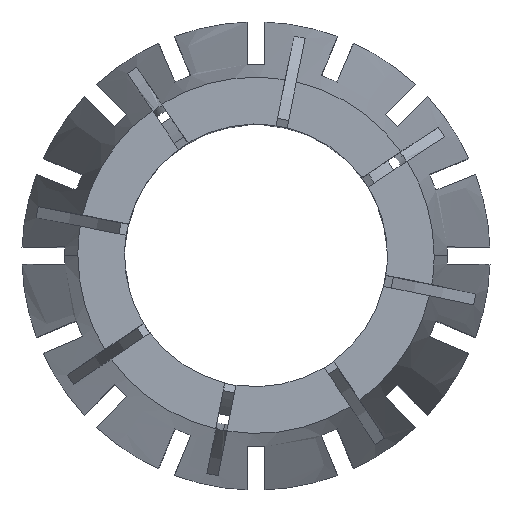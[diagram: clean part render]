
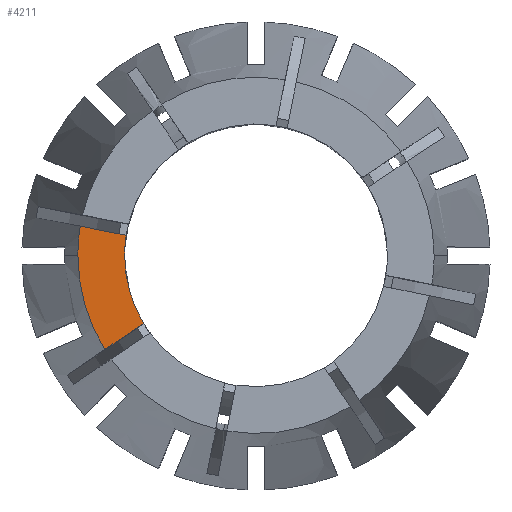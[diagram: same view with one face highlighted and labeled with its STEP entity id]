
A CAD part, top view. The second image highlights one B-rep face of the part: STEP entity #4211.
In plain terms, the highlighted planar face has unit normal (0, 0, 1).
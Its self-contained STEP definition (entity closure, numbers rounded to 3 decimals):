
#180 = DIRECTION ( 'NONE',  ( 0., 0., 1. ) ) ;
#399 = PLANE ( 'NONE',  #3291 ) ;
#709 = CIRCLE ( 'NONE', #1093, 11.5 ) ;
#885 = CARTESIAN_POINT ( 'NONE',  ( -15.595, 0., 0. ) ) ;
#893 = DIRECTION ( 'NONE',  ( 1., 0., 0. ) ) ;
#904 = VECTOR ( 'NONE', #2473, 1000. ) ;
#937 = VERTEX_POINT ( 'NONE', #5305 ) ;
#1093 = AXIS2_PLACEMENT_3D ( 'NONE', #4726, #5237, #893 ) ;
#1357 = CARTESIAN_POINT ( 'NONE',  ( -9.831, -5.967, 0. ) ) ;
#1366 = CARTESIAN_POINT ( 'NONE',  ( 0., 0., 0. ) ) ;
#1551 = EDGE_CURVE ( 'NONE', #1620, #937, #1758, .T. ) ;
#1571 = VERTEX_POINT ( 'NONE', #5390 ) ;
#1620 = VERTEX_POINT ( 'NONE', #1741 ) ;
#1741 = CARTESIAN_POINT ( 'NONE',  ( -15.385, 2.551, 0. ) ) ;
#1755 = EDGE_CURVE ( 'NONE', #1620, #6150, #5923, .T. ) ;
#1758 = LINE ( 'NONE', #3098, #6005 ) ;
#1872 = EDGE_CURVE ( 'NONE', #937, #4837, #709, .T. ) ;
#1900 = CARTESIAN_POINT ( 'NONE',  ( 0., 0., 0. ) ) ;
#1938 = CARTESIAN_POINT ( 'NONE',  ( -0.278, 0.416, 0. ) ) ;
#1969 = EDGE_CURVE ( 'NONE', #6150, #1571, #5300, .T. ) ;
#2251 = EDGE_LOOP ( 'NONE', ( #6222, #5779, #3697, #2588, #3892, #3427 ) ) ;
#2473 = DIRECTION ( 'NONE',  ( 0.831, 0.556, 0. ) ) ;
#2588 = ORIENTED_EDGE ( 'NONE', *, *, #6152, .T. ) ;
#2727 = LINE ( 'NONE', #1938, #904 ) ;
#3011 = DIRECTION ( 'NONE',  ( 0., 0., 1. ) ) ;
#3098 = CARTESIAN_POINT ( 'NONE',  ( -0.098, -0.49, 0. ) ) ;
#3185 = DIRECTION ( 'NONE',  ( 0., 0., -1. ) ) ;
#3291 = AXIS2_PLACEMENT_3D ( 'NONE', #7076, #3185, #7122 ) ;
#3325 = AXIS2_PLACEMENT_3D ( 'NONE', #6217, #180, #6737 ) ;
#3427 = ORIENTED_EDGE ( 'NONE', *, *, #1872, .F. ) ;
#3657 = DIRECTION ( 'NONE',  ( 0.981, -0.195, 0. ) ) ;
#3697 = ORIENTED_EDGE ( 'NONE', *, *, #1969, .T. ) ;
#3892 = ORIENTED_EDGE ( 'NONE', *, *, #6534, .F. ) ;
#4041 = VERTEX_POINT ( 'NONE', #1357 ) ;
#4211 = ADVANCED_FACE ( 'NONE', ( #6481 ), #399, .F. ) ;
#4635 = DIRECTION ( 'NONE',  ( 1., 0., 0. ) ) ;
#4726 = CARTESIAN_POINT ( 'NONE',  ( 0., 0., 0. ) ) ;
#4837 = VERTEX_POINT ( 'NONE', #5972 ) ;
#5237 = DIRECTION ( 'NONE',  ( 0., 0., 1. ) ) ;
#5300 = CIRCLE ( 'NONE', #7121, 15.595 ) ;
#5305 = CARTESIAN_POINT ( 'NONE',  ( -11.366, 1.751, 0. ) ) ;
#5390 = CARTESIAN_POINT ( 'NONE',  ( -13.238, -8.244, 0. ) ) ;
#5670 = AXIS2_PLACEMENT_3D ( 'NONE', #1900, #3011, #4635 ) ;
#5771 = CIRCLE ( 'NONE', #5670, 11.5 ) ;
#5779 = ORIENTED_EDGE ( 'NONE', *, *, #1755, .T. ) ;
#5923 = CIRCLE ( 'NONE', #3325, 15.595 ) ;
#5972 = CARTESIAN_POINT ( 'NONE',  ( -11.5, 0., 0. ) ) ;
#6005 = VECTOR ( 'NONE', #3657, 1000. ) ;
#6150 = VERTEX_POINT ( 'NONE', #885 ) ;
#6152 = EDGE_CURVE ( 'NONE', #1571, #4041, #2727, .T. ) ;
#6217 = CARTESIAN_POINT ( 'NONE',  ( 0., 0., 0. ) ) ;
#6222 = ORIENTED_EDGE ( 'NONE', *, *, #1551, .F. ) ;
#6234 = DIRECTION ( 'NONE',  ( 1., 0., 0. ) ) ;
#6327 = DIRECTION ( 'NONE',  ( 0., 0., 1. ) ) ;
#6481 = FACE_OUTER_BOUND ( 'NONE', #2251, .T. ) ;
#6534 = EDGE_CURVE ( 'NONE', #4837, #4041, #5771, .T. ) ;
#6737 = DIRECTION ( 'NONE',  ( 1., 0., 0. ) ) ;
#7076 = CARTESIAN_POINT ( 'NONE',  ( 0., 0., 0. ) ) ;
#7121 = AXIS2_PLACEMENT_3D ( 'NONE', #1366, #6327, #6234 ) ;
#7122 = DIRECTION ( 'NONE',  ( -1., 0., 0. ) ) ;
